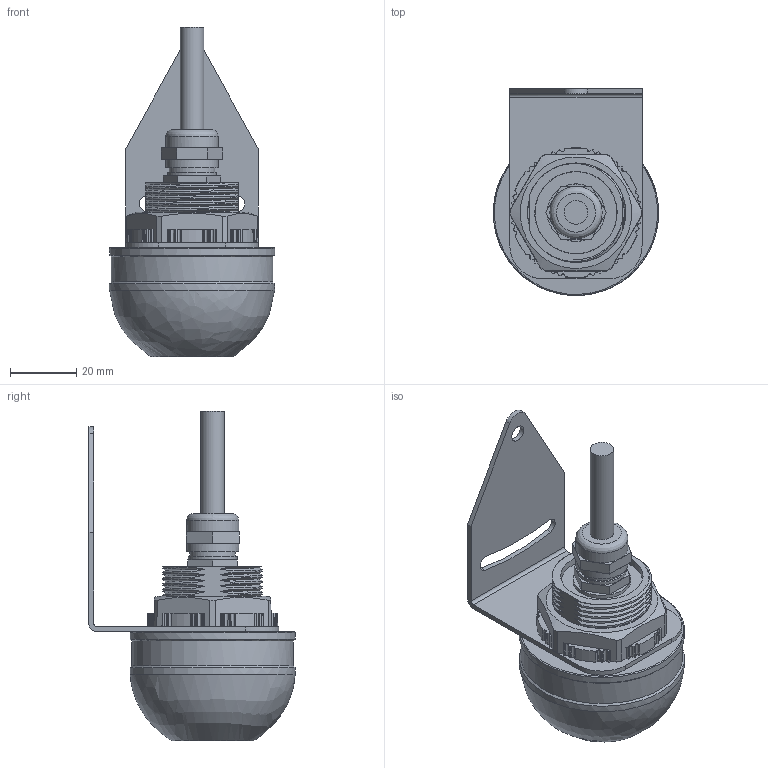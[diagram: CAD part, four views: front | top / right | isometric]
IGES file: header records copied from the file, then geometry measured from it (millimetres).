
Global section: file name: BP-FK-R50D-1TPNS-2M; native system: Autodesk Inventor 2025; preprocessor: unknown; date: 20250114.091425; units: millimetre
Bounding box: 50.03 x 62.5 x 99.73 mm (x, y, z)
Volume: 88128.4 mm3; surface area: 28559.4 mm2
Topology: 6 solids, 6 shells, 323 faces, 905 edges, 607 vertices
Faces by surface type: bspline 323
